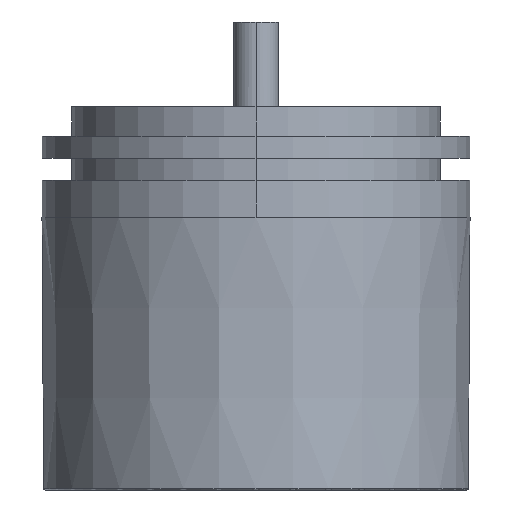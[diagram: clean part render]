
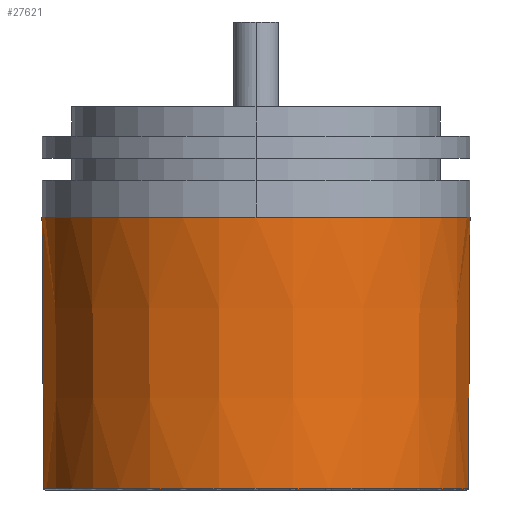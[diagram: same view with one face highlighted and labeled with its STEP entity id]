
A CAD part, front view. The second image highlights one B-rep face of the part: STEP entity #27621.
In plain terms, the highlighted conical face has half-angle 0.35 degrees and reference radius 28.927 mm.
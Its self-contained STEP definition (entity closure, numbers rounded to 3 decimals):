
#6131=CARTESIAN_POINT('',(0.,0.,-15.));
#6132=DIRECTION('',(0.,0.,1.));
#6133=DIRECTION('',(-1.,0.,0.));
#6134=AXIS2_PLACEMENT_3D('',#6131,#6132,#6133);
#6136=DIRECTION('',(0.006,0.,-1.));
#6137=VECTOR('',#6136,36.802);
#6138=CARTESIAN_POINT('',(-29.039,0.,-15.));
#6139=LINE('',#6138,#6137);
#6164=DIRECTION('',(0.006,0.,1.));
#6165=VECTOR('',#6164,36.802);
#6166=CARTESIAN_POINT('',(28.814,0.,
-51.801));
#6167=LINE('',#6166,#6165);
#6168=CARTESIAN_POINT('',(0.,0.,-51.801));
#6169=DIRECTION('',(0.,0.,1.));
#6170=DIRECTION('',(-1.,0.,0.));
#6171=AXIS2_PLACEMENT_3D('',#6168,#6169,#6170);
#19589=CARTESIAN_POINT('',(-28.814,0.,
-51.801));
#19590=CARTESIAN_POINT('',(28.814,0.,-51.801));
#19591=VERTEX_POINT('',#19589);
#19592=VERTEX_POINT('',#19590);
#19597=CARTESIAN_POINT('',(-29.039,0.,-15.));
#19598=CARTESIAN_POINT('',(29.039,0.,-15.));
#19599=VERTEX_POINT('',#19597);
#19600=VERTEX_POINT('',#19598);
#27609=CARTESIAN_POINT('',(0.,0.,-33.401));
#27610=DIRECTION('',(0.,0.,1.));
#27611=DIRECTION('',(1.,0.,0.));
#27612=AXIS2_PLACEMENT_3D('',#27609,#27610,#27611);
#27613=CONICAL_SURFACE('',#27612,28.927,0.35);
#27614=ORIENTED_EDGE('',*,*,#27572,.T.);
#27615=ORIENTED_EDGE('',*,*,#27604,.F.);
#27617=ORIENTED_EDGE('',*,*,#27616,.F.);
#27618=ORIENTED_EDGE('',*,*,#27588,.F.);
#27619=EDGE_LOOP('',(#27614,#27615,#27617,#27618));
#27620=FACE_OUTER_BOUND('',#27619,.F.);
#6135=CIRCLE('',#6134,29.039);
#6172=CIRCLE('',#6171,28.814);
#27572=EDGE_CURVE('',#19599,#19600,#6135,.T.);
#27588=EDGE_CURVE('',#19599,#19591,#6139,.T.);
#27604=EDGE_CURVE('',#19592,#19600,#6167,.T.);
#27616=EDGE_CURVE('',#19591,#19592,#6172,.T.);
#27621=ADVANCED_FACE('',(#27620),#27613,.T.);
